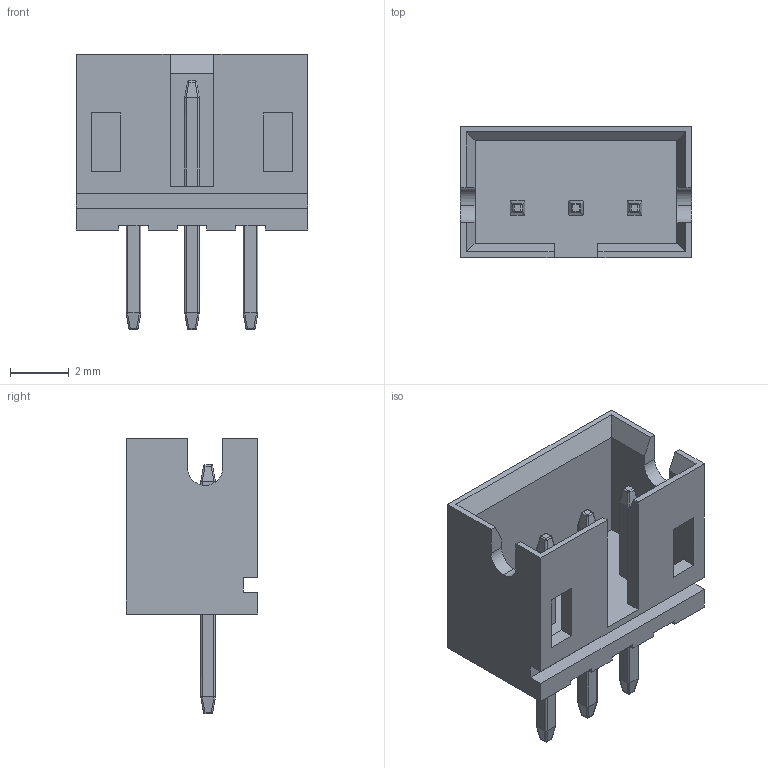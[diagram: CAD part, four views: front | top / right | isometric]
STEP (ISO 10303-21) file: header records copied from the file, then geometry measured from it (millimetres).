
FILE_DESCRIPTION (( 'STEP AP214' ), '1' );
FILE_NAME ('CONN-TH_B3B-PH-K-S.step', '2022-10-09T02:58:48', ( '' ), ( '' ), 'SwSTEP 2.0', 'SolidWorks 2020', '' );
FILE_SCHEMA (( 'AUTOMOTIVE_DESIGN' ));
Length unit declared in the file: millimetre
Products named in the file (1): CONN-TH_B3B-PH-K-S
Bounding box: 7.9 x 4.5 x 9.4 mm (x, y, z)
Volume: 96.8 mm3; surface area: 343.4 mm2
Topology: 1 solids, 1 shells, 427 faces, 1130 edges, 728 vertices
Faces by surface type: plane 229, bspline 98, cylinder 76, sphere 24
Entity records: 18291 total; most frequent: CARTESIAN_POINT 3808, ORIENTED_EDGE 2260, DIRECTION 1622, EDGE_CURVE 1130, VECTOR 754, LINE 754, VERTEX_POINT 728, EDGE_LOOP 454
